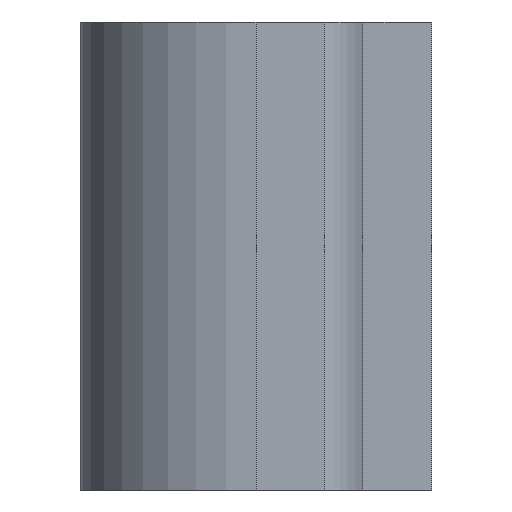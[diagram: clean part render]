
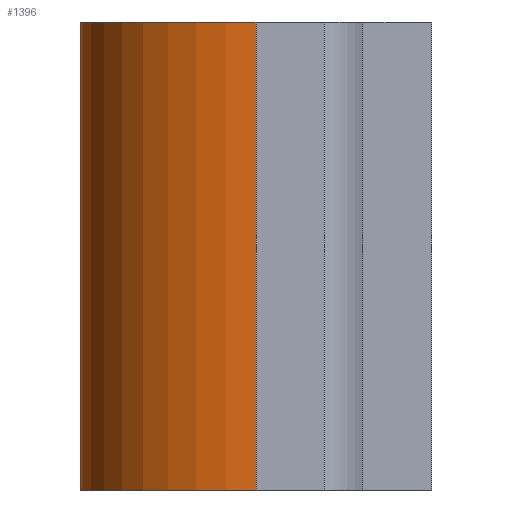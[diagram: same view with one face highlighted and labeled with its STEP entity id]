
A CAD part, front view. The second image highlights one B-rep face of the part: STEP entity #1396.
In plain terms, the highlighted cylindrical face has radius 30 mm (diameter 60 mm), a partial arc.
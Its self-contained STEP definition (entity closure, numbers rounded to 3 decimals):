
#59 = LINE ( 'NONE', #112, #489 ) ;
#112 = CARTESIAN_POINT ( 'NONE',  ( -30., 0., 80. ) ) ;
#115 = EDGE_LOOP ( 'NONE', ( #1464, #3653, #395, #2446 ) ) ;
#139 = DIRECTION ( 'NONE',  ( 1., 0., 0. ) ) ;
#215 = EDGE_CURVE ( 'NONE', #2892, #471, #59, .T. ) ;
#315 = AXIS2_PLACEMENT_3D ( 'NONE', #2958, #342, #1511 ) ;
#342 = DIRECTION ( 'NONE',  ( 0., 0., -1. ) ) ;
#395 = ORIENTED_EDGE ( 'NONE', *, *, #2364, .F. ) ;
#436 = VERTEX_POINT ( 'NONE', #2887 ) ;
#471 = VERTEX_POINT ( 'NONE', #1383 ) ;
#489 = VECTOR ( 'NONE', #3027, 1000. ) ;
#511 = CIRCLE ( 'NONE', #3618, 30. ) ;
#629 = VECTOR ( 'NONE', #1947, 1000. ) ;
#784 = CARTESIAN_POINT ( 'NONE',  ( 0., -30., 80. ) ) ;
#849 = EDGE_CURVE ( 'NONE', #3728, #436, #1074, .T. ) ;
#987 = DIRECTION ( 'NONE',  ( 0., 0., 1. ) ) ;
#1074 = LINE ( 'NONE', #784, #629 ) ;
#1383 = CARTESIAN_POINT ( 'NONE',  ( -30., 0., 0. ) ) ;
#1396 = ADVANCED_FACE ( 'NONE', ( #3236 ), #1798, .T. ) ;
#1464 = ORIENTED_EDGE ( 'NONE', *, *, #3556, .T. ) ;
#1511 = DIRECTION ( 'NONE',  ( -1., 0., 0. ) ) ;
#1600 = AXIS2_PLACEMENT_3D ( 'NONE', #2312, #1743, #2612 ) ;
#1685 = CARTESIAN_POINT ( 'NONE',  ( -30., 0., 80. ) ) ;
#1729 = CARTESIAN_POINT ( 'NONE',  ( 0., -30., 80. ) ) ;
#1743 = DIRECTION ( 'NONE',  ( 0., 0., 1. ) ) ;
#1798 = CYLINDRICAL_SURFACE ( 'NONE', #315, 30. ) ;
#1947 = DIRECTION ( 'NONE',  ( 0., 0., -1. ) ) ;
#2312 = CARTESIAN_POINT ( 'NONE',  ( 0., 0., 80. ) ) ;
#2364 = EDGE_CURVE ( 'NONE', #2892, #3728, #3108, .T. ) ;
#2446 = ORIENTED_EDGE ( 'NONE', *, *, #215, .T. ) ;
#2612 = DIRECTION ( 'NONE',  ( 1., 0., 0. ) ) ;
#2887 = CARTESIAN_POINT ( 'NONE',  ( 0., -30., 0. ) ) ;
#2892 = VERTEX_POINT ( 'NONE', #1685 ) ;
#2958 = CARTESIAN_POINT ( 'NONE',  ( 0., 0., 80. ) ) ;
#3027 = DIRECTION ( 'NONE',  ( 0., 0., -1. ) ) ;
#3108 = CIRCLE ( 'NONE', #1600, 30. ) ;
#3236 = FACE_OUTER_BOUND ( 'NONE', #115, .T. ) ;
#3556 = EDGE_CURVE ( 'NONE', #471, #436, #511, .T. ) ;
#3615 = CARTESIAN_POINT ( 'NONE',  ( 0., 0., 0. ) ) ;
#3618 = AXIS2_PLACEMENT_3D ( 'NONE', #3615, #987, #139 ) ;
#3653 = ORIENTED_EDGE ( 'NONE', *, *, #849, .F. ) ;
#3728 = VERTEX_POINT ( 'NONE', #1729 ) ;
